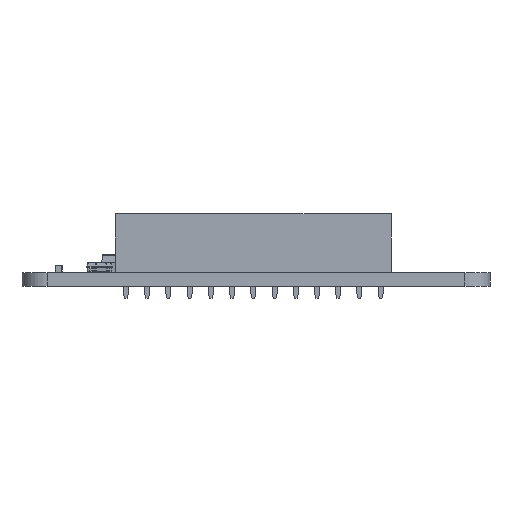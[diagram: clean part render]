
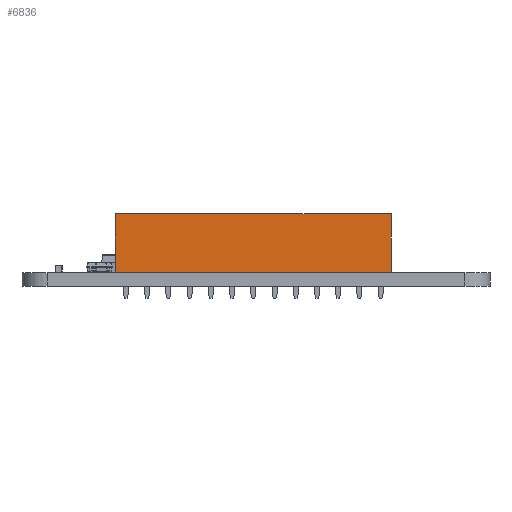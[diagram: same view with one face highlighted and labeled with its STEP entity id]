
A CAD part, left-side view. The second image highlights one B-rep face of the part: STEP entity #6836.
In plain terms, the highlighted planar face has unit normal (-1, 0, 0).
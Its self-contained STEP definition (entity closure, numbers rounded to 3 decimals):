
#5313 = VERTEX_POINT('',#5314);
#5314 = CARTESIAN_POINT('',(-1.27,-31.75,0.));
#5322 = EDGE_CURVE('',#5313,#5323,#5325,.T.);
#5323 = VERTEX_POINT('',#5324);
#5324 = CARTESIAN_POINT('',(-1.27,-31.75,7.));
#5325 = LINE('',#5326,#5327);
#5326 = CARTESIAN_POINT('',(-1.27,-31.75,0.));
#5327 = VECTOR('',#5328,1.);
#5328 = DIRECTION('',(0.,0.,1.));
#5385 = VERTEX_POINT('',#5386);
#5386 = CARTESIAN_POINT('',(-1.27,1.27,7.));
#5392 = EDGE_CURVE('',#5393,#5385,#5395,.T.);
#5393 = VERTEX_POINT('',#5394);
#5394 = CARTESIAN_POINT('',(-1.27,1.27,0.));
#5395 = LINE('',#5396,#5397);
#5396 = CARTESIAN_POINT('',(-1.27,1.27,0.));
#5397 = VECTOR('',#5398,1.);
#5398 = DIRECTION('',(0.,0.,1.));
#5457 = EDGE_CURVE('',#5385,#5323,#5458,.T.);
#5458 = LINE('',#5459,#5460);
#5459 = CARTESIAN_POINT('',(-1.27,1.27,7.));
#5460 = VECTOR('',#5461,1.);
#5461 = DIRECTION('',(0.,-1.,0.));
#5921 = EDGE_CURVE('',#5393,#5313,#5922,.T.);
#5922 = LINE('',#5923,#5924);
#5923 = CARTESIAN_POINT('',(-1.27,1.27,0.));
#5924 = VECTOR('',#5925,1.);
#5925 = DIRECTION('',(0.,-1.,0.));
#6836 = ADVANCED_FACE('',(#6837),#6843,.F.);
#6837 = FACE_BOUND('',#6838,.F.);
#6838 = EDGE_LOOP('',(#6839,#6840,#6841,#6842));
#6839 = ORIENTED_EDGE('',*,*,#5392,.T.);
#6840 = ORIENTED_EDGE('',*,*,#5457,.T.);
#6841 = ORIENTED_EDGE('',*,*,#5322,.F.);
#6842 = ORIENTED_EDGE('',*,*,#5921,.F.);
#6843 = PLANE('',#6844);
#6844 = AXIS2_PLACEMENT_3D('',#6845,#6846,#6847);
#6845 = CARTESIAN_POINT('',(-1.27,1.27,0.));
#6846 = DIRECTION('',(1.,0.,0.));
#6847 = DIRECTION('',(0.,-1.,0.));
